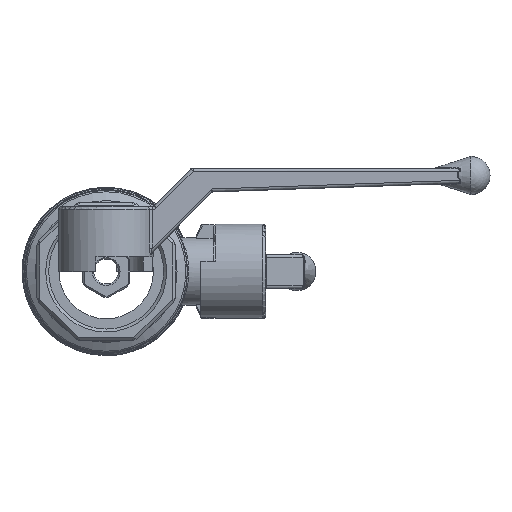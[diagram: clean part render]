
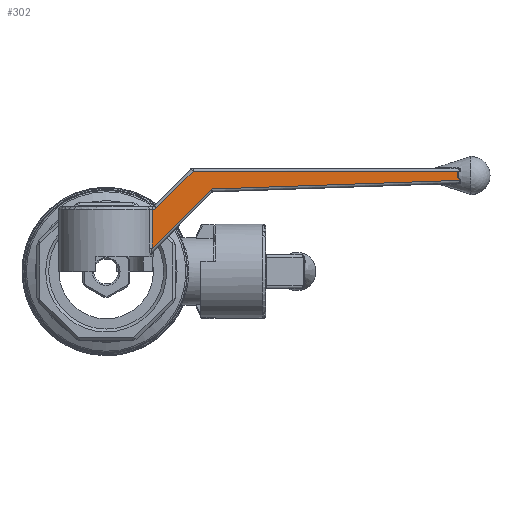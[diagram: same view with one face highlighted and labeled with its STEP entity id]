
A CAD part, front view. The second image highlights one B-rep face of the part: STEP entity #302.
In plain terms, the highlighted planar face has unit normal (0.008, -1, 0).
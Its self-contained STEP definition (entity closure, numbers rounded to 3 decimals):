
#302 = ADVANCED_FACE( '', ( #847 ), #848, .T. );
#847 = FACE_OUTER_BOUND( '', #1673, .T. );
#848 = PLANE( '', #1674 );
#1673 = EDGE_LOOP( '', ( #3914, #3915, #3916, #3917, #3918, #3919, #3920, #3921 ) );
#1674 = AXIS2_PLACEMENT_3D( '', #3922, #3923, #3924 );
#3914 = ORIENTED_EDGE( '', *, *, #5962, .T. );
#3915 = ORIENTED_EDGE( '', *, *, #5963, .T. );
#3916 = ORIENTED_EDGE( '', *, *, #5964, .T. );
#3917 = ORIENTED_EDGE( '', *, *, #5965, .T. );
#3918 = ORIENTED_EDGE( '', *, *, #5966, .F. );
#3919 = ORIENTED_EDGE( '', *, *, #5967, .T. );
#3920 = ORIENTED_EDGE( '', *, *, #5968, .T. );
#3921 = ORIENTED_EDGE( '', *, *, #5969, .T. );
#3922 = CARTESIAN_POINT( '', ( 3.5, -6., -134.853 ) );
#3923 = DIRECTION( '', ( 0.008, -1., 0. ) );
#3924 = DIRECTION( '', ( 1., 0.008, 0. ) );
#5962 = EDGE_CURVE( '', #6799, #6800, #6801, .F. );
#5963 = EDGE_CURVE( '', #6800, #6802, #6803, .T. );
#5964 = EDGE_CURVE( '', #6802, #6804, #6805, .F. );
#5965 = EDGE_CURVE( '', #6804, #6806, #6807, .F. );
#5966 = EDGE_CURVE( '', #6808, #6806, #6809, .T. );
#5967 = EDGE_CURVE( '', #6808, #6810, #6811, .F. );
#5968 = EDGE_CURVE( '', #6810, #6812, #6813, .F. );
#5969 = EDGE_CURVE( '', #6812, #6799, #6814, .F. );
#6799 = VERTEX_POINT( '', #8101 );
#6800 = VERTEX_POINT( '', #8102 );
#6801 = LINE( '', #8103, #8104 );
#6802 = VERTEX_POINT( '', #8105 );
#6803 = B_SPLINE_CURVE_WITH_KNOTS( '', 3, ( #8106, #8107, #8108, #8109, #8110, #8111, #8112, #8113, #8114, #8115, #8116, #8117, #8118, #8119, #8120, #8121, #8122, #8123, #8124, #8125, #8126, #8127, #8128, #8129, #8130, #8131, #8132, #8133, #8134, #8135, #8136, #8137, #8138, #8139, #8140, #8141, #8142, #8143 ), .UNSPECIFIED., .F., .F., ( 4, 1, 2, 2, 2, 2, 1, 1, 1, 1, 2, 2, 2, 1, 1, 1, 1, 1, 2, 2, 1, 2, 2, 1, 4 ), ( 0., 0., 0., 0.001, 0.001, 0.001, 0.001, 0.001, 0.001, 0.001, 0.002, 0.002, 0.002, 0.002, 0.002, 0.002, 0.002, 0.002, 0.003, 0.003, 0.003, 0.003, 0.003, 0.003, 0.003 ), .UNSPECIFIED. );
#6804 = VERTEX_POINT( '', #8144 );
#6805 = LINE( '', #8145, #8146 );
#6806 = VERTEX_POINT( '', #8147 );
#6807 = LINE( '', #8148, #8149 );
#6808 = VERTEX_POINT( '', #8150 );
#6809 = ELLIPSE( '', #8151, 2., 2. );
#6810 = VERTEX_POINT( '', #8152 );
#6811 = LINE( '', #8153, #8154 );
#6812 = VERTEX_POINT( '', #8155 );
#6813 = LINE( '', #8156, #8157 );
#6814 = LINE( '', #8158, #8159 );
#8101 = CARTESIAN_POINT( '', ( 35.522, -5.733, 27.928 ) );
#8102 = CARTESIAN_POINT( '', ( 119.494, -5.033, 30.86 ) );
#8103 = CARTESIAN_POINT( '', ( 120.853, -5.022, 30.908 ) );
#8104 = VECTOR( '', #12482, 1000. );
#8105 = CARTESIAN_POINT( '', ( 119.388, -5.034, 34. ) );
#8106 = CARTESIAN_POINT( '', ( 119.494, -5.033, 30.86 ) );
#8107 = CARTESIAN_POINT( '', ( 119.449, -5.034, 30.917 ) );
#8108 = CARTESIAN_POINT( '', ( 119.363, -5.034, 31.031 ) );
#8109 = CARTESIAN_POINT( '', ( 119.284, -5.035, 31.15 ) );
#8110 = CARTESIAN_POINT( '', ( 119.208, -5.036, 31.27 ) );
#8111 = CARTESIAN_POINT( '', ( 119.172, -5.036, 31.332 ) );
#8112 = CARTESIAN_POINT( '', ( 119.104, -5.037, 31.458 ) );
#8113 = CARTESIAN_POINT( '', ( 119.073, -5.037, 31.522 ) );
#8114 = CARTESIAN_POINT( '', ( 119.036, -5.037, 31.604 ) );
#8115 = CARTESIAN_POINT( '', ( 119.029, -5.037, 31.62 ) );
#8116 = CARTESIAN_POINT( '', ( 119.015, -5.037, 31.653 ) );
#8117 = CARTESIAN_POINT( '', ( 118.994, -5.038, 31.703 ) );
#8118 = CARTESIAN_POINT( '', ( 118.95, -5.038, 31.82 ) );
#8119 = CARTESIAN_POINT( '', ( 118.899, -5.038, 31.989 ) );
#8120 = CARTESIAN_POINT( '', ( 118.856, -5.039, 32.197 ) );
#8121 = CARTESIAN_POINT( '', ( 118.843, -5.039, 32.339 ) );
#8122 = CARTESIAN_POINT( '', ( 118.839, -5.039, 32.428 ) );
#8123 = CARTESIAN_POINT( '', ( 118.838, -5.039, 32.446 ) );
#8124 = CARTESIAN_POINT( '', ( 118.837, -5.039, 32.473 ) );
#8125 = CARTESIAN_POINT( '', ( 118.837, -5.039, 32.482 ) );
#8126 = CARTESIAN_POINT( '', ( 118.837, -5.039, 32.5 ) );
#8127 = CARTESIAN_POINT( '', ( 118.837, -5.039, 32.545 ) );
#8128 = CARTESIAN_POINT( '', ( 118.842, -5.039, 32.662 ) );
#8129 = CARTESIAN_POINT( '', ( 118.862, -5.039, 32.838 ) );
#8130 = CARTESIAN_POINT( '', ( 118.9, -5.038, 33.012 ) );
#8131 = CARTESIAN_POINT( '', ( 118.936, -5.038, 33.132 ) );
#8132 = CARTESIAN_POINT( '', ( 118.953, -5.038, 33.183 ) );
#8133 = CARTESIAN_POINT( '', ( 118.962, -5.038, 33.209 ) );
#8134 = CARTESIAN_POINT( '', ( 118.965, -5.038, 33.217 ) );
#8135 = CARTESIAN_POINT( '', ( 118.971, -5.038, 33.234 ) );
#8136 = CARTESIAN_POINT( '', ( 118.998, -5.038, 33.31 ) );
#8137 = CARTESIAN_POINT( '', ( 119.03, -5.037, 33.384 ) );
#8138 = CARTESIAN_POINT( '', ( 119.09, -5.037, 33.514 ) );
#8139 = CARTESIAN_POINT( '', ( 119.122, -5.036, 33.577 ) );
#8140 = CARTESIAN_POINT( '', ( 119.192, -5.036, 33.702 ) );
#8141 = CARTESIAN_POINT( '', ( 119.265, -5.035, 33.824 ) );
#8142 = CARTESIAN_POINT( '', ( 119.346, -5.035, 33.942 ) );
#8143 = CARTESIAN_POINT( '', ( 119.388, -5.034, 34. ) );
#8144 = CARTESIAN_POINT( '', ( 29.423, -5.784, 34. ) );
#8145 = CARTESIAN_POINT( '', ( 29., -5.788, 34. ) );
#8146 = VECTOR( '', #12483, 1000. );
#8147 = CARTESIAN_POINT( '', ( 17.008, -5.887, 21.586 ) );
#8148 = CARTESIAN_POINT( '', ( 16.711, -5.89, 21.289 ) );
#8149 = VECTOR( '', #12484, 1000. );
#8150 = CARTESIAN_POINT( '', ( 15.594, -5.899, 21. ) );
#8151 = AXIS2_PLACEMENT_3D( '', #12485, #12486, #12487 );
#8152 = CARTESIAN_POINT( '', ( 15.529, -5.9, 21. ) );
#8153 = CARTESIAN_POINT( '', ( 13.785, -5.914, 21. ) );
#8154 = VECTOR( '', #12488, 1000. );
#8155 = CARTESIAN_POINT( '', ( 15.529, -5.9, 7.934 ) );
#8156 = CARTESIAN_POINT( '', ( 15.529, -5.9, 7.276 ) );
#8157 = VECTOR( '', #12489, 1000. );
#8158 = CARTESIAN_POINT( '', ( 35.24, -5.736, 27.645 ) );
#8159 = VECTOR( '', #12490, 1000. );
#12482 = DIRECTION( '', ( -0.999, -0.008, -0.035 ) );
#12483 = DIRECTION( '', ( 1., 0.008, 0. ) );
#12484 = DIRECTION( '', ( 0.707, 0.006, 0.707 ) );
#12485 = CARTESIAN_POINT( '', ( 15.594, -5.899, 23. ) );
#12486 = DIRECTION( '', ( 0.008, -1., 0. ) );
#12487 = DIRECTION( '', ( 1., 0.008, 0. ) );
#12488 = DIRECTION( '', ( 1., 0.008, 0. ) );
#12489 = DIRECTION( '', ( 0., 0., 1. ) );
#12490 = DIRECTION( '', ( -0.707, -0.006, -0.707 ) );
